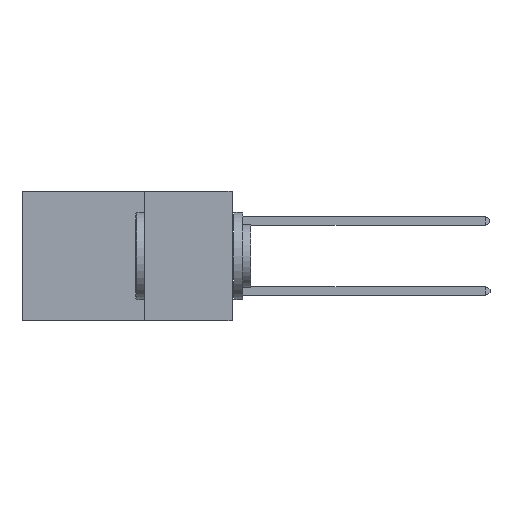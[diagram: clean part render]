
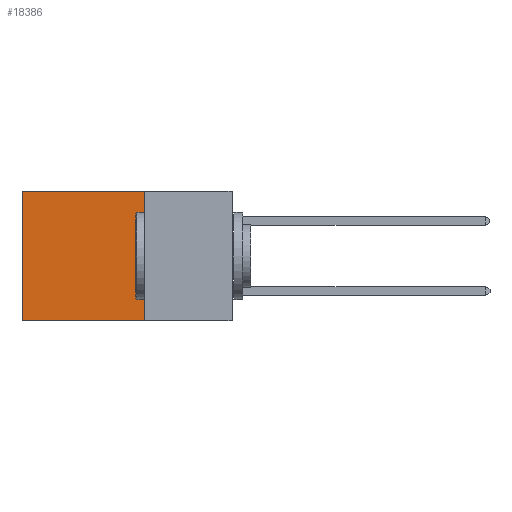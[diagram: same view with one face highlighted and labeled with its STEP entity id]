
A CAD part, left-side view. The second image highlights one B-rep face of the part: STEP entity #18386.
In plain terms, the highlighted planar face has unit normal (-1, 0, 0).
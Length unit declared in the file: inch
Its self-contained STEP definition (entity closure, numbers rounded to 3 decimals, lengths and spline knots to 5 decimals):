
#105 = ORIENTED_EDGE ( 'NONE', *, *, #192, .F. ) ;
#192 = EDGE_CURVE ( 'NONE', #14950, #11420, #11485, .T. ) ;
#1709 = ORIENTED_EDGE ( 'NONE', *, *, #13213, .T. ) ;
#1882 = VERTEX_POINT ( 'NONE', #18101 ) ;
#2677 = EDGE_LOOP ( 'NONE', ( #1709, #105, #16384, #15047 ) ) ;
#2791 = CARTESIAN_POINT ( 'NONE',  ( 0.2875, 0.25, 0. ) ) ;
#3318 = CARTESIAN_POINT ( 'NONE',  ( 0.2875, 0.6, -0.37 ) ) ;
#3813 = DIRECTION ( 'NONE',  ( 1., 0., 0. ) ) ;
#4086 = VECTOR ( 'NONE', #5228, 39.37008 ) ;
#4119 = LINE ( 'NONE', #15208, #7703 ) ;
#4375 = CARTESIAN_POINT ( 'NONE',  ( 0.2875, 0.25, -0.37 ) ) ;
#5228 = DIRECTION ( 'NONE',  ( 0., 0., -1. ) ) ;
#6062 = DIRECTION ( 'NONE',  ( 0., 1., 0. ) ) ;
#7364 = DIRECTION ( 'NONE',  ( 0., 0., -1. ) ) ;
#7673 = LINE ( 'NONE', #15950, #4086 ) ;
#7703 = VECTOR ( 'NONE', #6062, 39.37008 ) ;
#8220 = DIRECTION ( 'NONE',  ( 0., 1., 0. ) ) ;
#8321 = VECTOR ( 'NONE', #8220, 39.37008 ) ;
#9777 = EDGE_CURVE ( 'NONE', #17533, #14950, #12650, .T. ) ;
#9876 = PLANE ( 'NONE',  #17384 ) ;
#11420 = VERTEX_POINT ( 'NONE', #3318 ) ;
#11485 = LINE ( 'NONE', #4375, #8321 ) ;
#12161 = VECTOR ( 'NONE', #7364, 39.37008 ) ;
#12650 = LINE ( 'NONE', #2791, #12161 ) ;
#13030 = CARTESIAN_POINT ( 'NONE',  ( 0.2875, 0.25, 0. ) ) ;
#13213 = EDGE_CURVE ( 'NONE', #1882, #11420, #7673, .T. ) ;
#14575 = DIRECTION ( 'NONE',  ( 0., 0., -1. ) ) ;
#14950 = VERTEX_POINT ( 'NONE', #18217 ) ;
#15047 = ORIENTED_EDGE ( 'NONE', *, *, #18060, .T. ) ;
#15208 = CARTESIAN_POINT ( 'NONE',  ( 0.2875, 0.25, 0. ) ) ;
#15950 = CARTESIAN_POINT ( 'NONE',  ( 0.2875, 0.6, 0. ) ) ;
#16384 = ORIENTED_EDGE ( 'NONE', *, *, #9777, .F. ) ;
#17384 = AXIS2_PLACEMENT_3D ( 'NONE', #13030, #3813, #14575 ) ;
#17533 = VERTEX_POINT ( 'NONE', #19345 ) ;
#17810 = FACE_OUTER_BOUND ( 'NONE', #2677, .T. ) ;
#18060 = EDGE_CURVE ( 'NONE', #17533, #1882, #4119, .T. ) ;
#18101 = CARTESIAN_POINT ( 'NONE',  ( 0.2875, 0.6, 0. ) ) ;
#18217 = CARTESIAN_POINT ( 'NONE',  ( 0.2875, 0.25, -0.37 ) ) ;
#18386 = ADVANCED_FACE ( 'NONE', ( #17810 ), #9876, .F. ) ;
#19345 = CARTESIAN_POINT ( 'NONE',  ( 0.2875, 0.25, 0. ) ) ;
